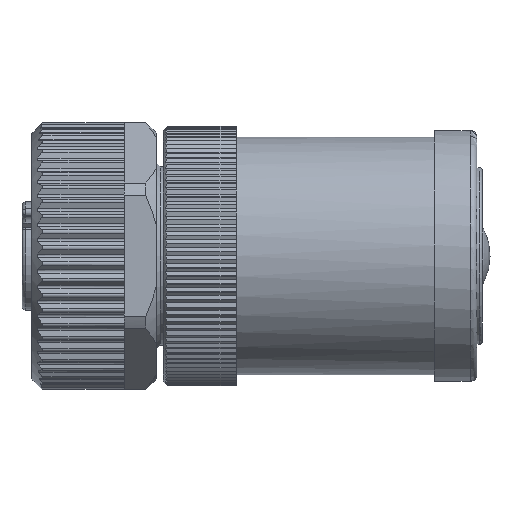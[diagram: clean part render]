
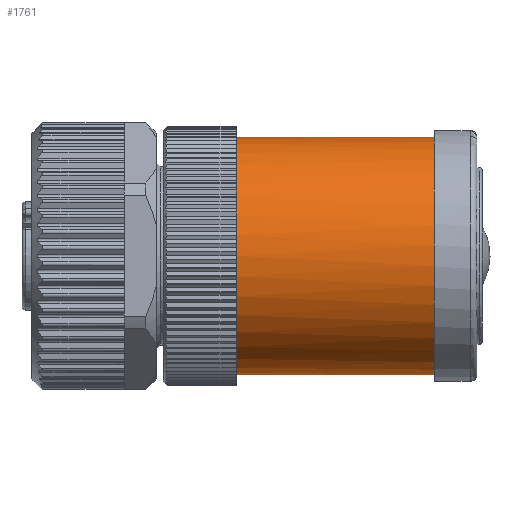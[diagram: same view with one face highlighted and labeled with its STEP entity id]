
A CAD part, top view. The second image highlights one B-rep face of the part: STEP entity #1761.
In plain terms, the highlighted cylindrical face has radius 9 mm (diameter 18 mm), a full revolution.
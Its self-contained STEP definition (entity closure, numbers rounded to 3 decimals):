
#643=FACE_BOUND('',#3346,.T.);
#644=FACE_BOUND('',#3347,.T.);
#1101=B_SPLINE_CURVE_WITH_KNOTS('',3,(#23484,#23485,#23486,#23487,#23488,
#23489,#23490,#23491,#23492,#23493,#23494,#23495,#23496,#23497,#23498,#23499,
#23500,#23501,#23502,#23503,#23504,#23505,#23506,#23507,#23508,#23509,#23510,
#23511,#23512,#23513,#23514,#23515,#23516,#23517),.UNSPECIFIED.,.F.,.F.,
(4,2,2,2,2,2,2,2,2,2,2,2,2,2,2,2,4),(0.,0.063,0.125,0.188,0.25,0.313,
0.375,0.438,0.5,0.563,0.625,0.688,0.75,0.813,0.875,0.938,1.),.UNSPECIFIED.);
#1761=ADVANCED_FACE('',(#643,#644),#2025,.T.);
#2025=CYLINDRICAL_SURFACE('',#13824,9.);
#3346=EDGE_LOOP('',(#7484));
#3347=EDGE_LOOP('',(#7485,#7486));
#3719=CIRCLE('',#13623,9.);
#3819=CIRCLE('',#13823,9.);
#7484=ORIENTED_EDGE('',*,*,#10634,.T.);
#7485=ORIENTED_EDGE('',*,*,#10734,.F.);
#7486=ORIENTED_EDGE('',*,*,#10735,.T.);
#8861=VERTEX_POINT('',#23281);
#8862=VERTEX_POINT('',#23482);
#8863=VERTEX_POINT('',#23483);
#10634=EDGE_CURVE('',#8861,#8861,#3719,.T.);
#10734=EDGE_CURVE('',#8862,#8863,#3819,.T.);
#10735=EDGE_CURVE('',#8862,#8863,#1101,.T.);
#13623=AXIS2_PLACEMENT_3D('',#23280,#16609,#16610);
#13823=AXIS2_PLACEMENT_3D('',#23481,#17009,#17010);
#13824=AXIS2_PLACEMENT_3D('',#23518,#17011,#17012);
#16609=DIRECTION('',(1.,0.,0.));
#16610=DIRECTION('',(0.,0.,-1.));
#17009=DIRECTION('',(1.,0.,0.));
#17010=DIRECTION('',(0.,0.,-1.));
#17011=DIRECTION('',(1.,0.,0.));
#17012=DIRECTION('',(0.,0.,-1.));
#23280=CARTESIAN_POINT('',(3.8,0.,0.));
#23281=CARTESIAN_POINT('',(3.8,0.,-9.));
#23481=CARTESIAN_POINT('',(18.8,0.,0.));
#23482=CARTESIAN_POINT('',(18.8,4.417,-7.842));
#23483=CARTESIAN_POINT('',(18.8,-4.417,-7.842));
#23484=CARTESIAN_POINT('',(18.8,4.417,-7.842));
#23485=CARTESIAN_POINT('',(18.352,5.051,-7.484));
#23486=CARTESIAN_POINT('',(17.838,5.582,-7.086));
#23487=CARTESIAN_POINT('',(16.677,6.484,-6.271));
#23488=CARTESIAN_POINT('',(16.024,6.856,-5.847));
#23489=CARTESIAN_POINT('',(14.579,7.396,-5.148));
#23490=CARTESIAN_POINT('',(13.753,7.567,-4.872));
#23491=CARTESIAN_POINT('',(12.056,7.592,-4.833));
#23492=CARTESIAN_POINT('',(11.224,7.446,-5.073));
#23493=CARTESIAN_POINT('',(9.748,6.94,-5.745));
#23494=CARTESIAN_POINT('',(9.092,6.587,-6.162));
#23495=CARTESIAN_POINT('',(7.903,5.712,-6.981));
#23496=CARTESIAN_POINT('',(7.367,5.182,-7.392));
#23497=CARTESIAN_POINT('',(6.461,3.965,-8.11));
#23498=CARTESIAN_POINT('',(6.077,3.256,-8.429));
#23499=CARTESIAN_POINT('',(5.55,1.714,-8.872));
#23500=CARTESIAN_POINT('',(5.402,0.866,-8.998));
#23501=CARTESIAN_POINT('',(5.398,-0.822,-9.002));
#23502=CARTESIAN_POINT('',(5.539,-1.67,-8.881));
#23503=CARTESIAN_POINT('',(6.065,-3.231,-8.439));
#23504=CARTESIAN_POINT('',(6.443,-3.937,-8.125));
#23505=CARTESIAN_POINT('',(7.357,-5.173,-7.4));
#23506=CARTESIAN_POINT('',(7.882,-5.694,-6.996));
#23507=CARTESIAN_POINT('',(9.076,-6.579,-6.171));
#23508=CARTESIAN_POINT('',(9.73,-6.932,-5.756));
#23509=CARTESIAN_POINT('',(11.205,-7.442,-5.08));
#23510=CARTESIAN_POINT('',(12.049,-7.591,-4.835));
#23511=CARTESIAN_POINT('',(13.735,-7.569,-4.87));
#23512=CARTESIAN_POINT('',(14.559,-7.401,-5.14));
#23513=CARTESIAN_POINT('',(16.017,-6.861,-5.842));
#23514=CARTESIAN_POINT('',(16.656,-6.498,-6.257));
#23515=CARTESIAN_POINT('',(17.833,-5.588,-7.082));
#23516=CARTESIAN_POINT('',(18.353,-5.05,-7.485));
#23517=CARTESIAN_POINT('',(18.8,-4.417,-7.842));
#23518=CARTESIAN_POINT('',(0.,0.,0.));
